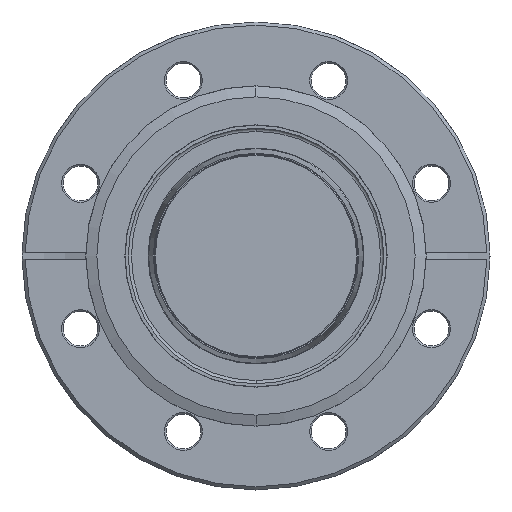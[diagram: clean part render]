
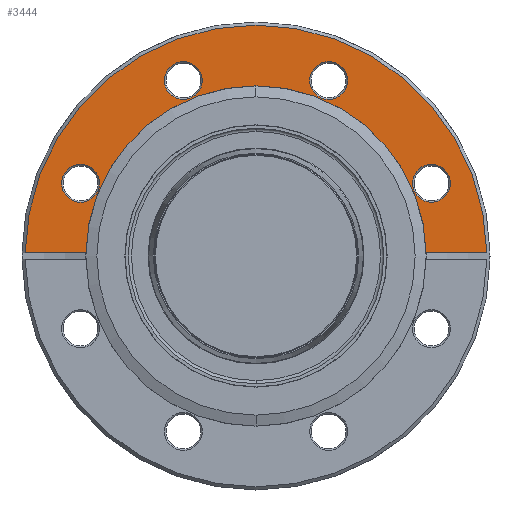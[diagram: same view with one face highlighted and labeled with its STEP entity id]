
A CAD part, left-side view. The second image highlights one B-rep face of the part: STEP entity #3444.
In plain terms, the highlighted planar face has unit normal (-1, 0, 0).
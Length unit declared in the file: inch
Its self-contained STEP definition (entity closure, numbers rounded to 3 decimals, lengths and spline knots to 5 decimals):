
#403 = EDGE_CURVE ( 'NONE', #404, #578, #2919, .T. ) ;
#404 = VERTEX_POINT ( 'NONE', #2914 ) ;
#440 = VERTEX_POINT ( 'NONE', #3174 ) ;
#442 = EDGE_CURVE ( 'NONE', #440, #452, #3102, .T. ) ;
#452 = VERTEX_POINT ( 'NONE', #3223 ) ;
#498 = VERTEX_POINT ( 'NONE', #3116 ) ;
#523 = VERTEX_POINT ( 'NONE', #3211 ) ;
#529 = VERTEX_POINT ( 'NONE', #3395 ) ;
#534 = EDGE_CURVE ( 'NONE', #498, #529, #3309, .T. ) ;
#554 = EDGE_CURVE ( 'NONE', #523, #608, #3273, .T. ) ;
#578 = VERTEX_POINT ( 'NONE', #3367 ) ;
#608 = VERTEX_POINT ( 'NONE', #3278 ) ;
#677 = AXIS2_PLACEMENT_3D ( 'NONE', #711, #761, #762 ) ;
#691 = CARTESIAN_POINT ( 'NONE',  ( 0., -1.6247, 0.031 ) ) ;
#711 = CARTESIAN_POINT ( 'NONE',  ( 0., 0.69419, 1.67592 ) ) ;
#715 = CARTESIAN_POINT ( 'NONE',  ( 0., 0., 1.625 ) ) ;
#730 = DIRECTION ( 'NONE',  ( 0., 0.707, -0.707 ) ) ;
#731 = DIRECTION ( 'NONE',  ( 1., 0., 0. ) ) ;
#732 = AXIS2_PLACEMENT_3D ( 'NONE', #778, #731, #730 ) ;
#734 = CIRCLE ( 'NONE', #777, 0.181 ) ;
#735 = DIRECTION ( 'NONE',  ( 0., 0., -1. ) ) ;
#736 = DIRECTION ( 'NONE',  ( 1., 0., 0. ) ) ;
#752 = CARTESIAN_POINT ( 'NONE',  ( 0., 1.6247, 0.031 ) ) ;
#753 = DIRECTION ( 'NONE',  ( 0., -1., 0. ) ) ;
#754 = VECTOR ( 'NONE', #753, 39.37008 ) ;
#755 = CARTESIAN_POINT ( 'NONE',  ( 0., 1.6245, 0.031 ) ) ;
#756 = LINE ( 'NONE', #755, #754 ) ;
#761 = DIRECTION ( 'NONE',  ( 1., 0., 0. ) ) ;
#762 = DIRECTION ( 'NONE',  ( 0., 1., 0. ) ) ;
#764 = CIRCLE ( 'NONE', #677, 0.181 ) ;
#765 = CARTESIAN_POINT ( 'NONE',  ( 0., 0., 0. ) ) ;
#766 = AXIS2_PLACEMENT_3D ( 'NONE', #765, #736, #735 ) ;
#767 = CIRCLE ( 'NONE', #766, 1.625 ) ;
#768 = CARTESIAN_POINT ( 'NONE',  ( 0., -0.69419, 1.67592 ) ) ;
#774 = CIRCLE ( 'NONE', #732, 0.181 ) ;
#775 = DIRECTION ( 'NONE',  ( 0., 0.707, 0.707 ) ) ;
#776 = DIRECTION ( 'NONE',  ( 1., 0., 0. ) ) ;
#777 = AXIS2_PLACEMENT_3D ( 'NONE', #768, #776, #775 ) ;
#778 = CARTESIAN_POINT ( 'NONE',  ( 0., 1.67592, 0.69419 ) ) ;
#793 = CARTESIAN_POINT ( 'NONE',  ( 0., 2.20478, 0.031 ) ) ;
#794 = DIRECTION ( 'NONE',  ( 0., 0., -1. ) ) ;
#795 = DIRECTION ( 'NONE',  ( -1., 0., 0. ) ) ;
#796 = CARTESIAN_POINT ( 'NONE',  ( 0., 0., 0. ) ) ;
#797 = AXIS2_PLACEMENT_3D ( 'NONE', #796, #795, #794 ) ;
#798 = CIRCLE ( 'NONE', #797, 2.205 ) ;
#799 = CARTESIAN_POINT ( 'NONE',  ( 0., -2.20478, 0.031 ) ) ;
#800 = DIRECTION ( 'NONE',  ( 0., 1., 0. ) ) ;
#801 = VECTOR ( 'NONE', #800, 39.37008 ) ;
#802 = CARTESIAN_POINT ( 'NONE',  ( 0., -1.6245, 0.031 ) ) ;
#803 = DIRECTION ( 'NONE',  ( 0., 0., 1. ) ) ;
#804 = DIRECTION ( 'NONE',  ( 1., 0., 0. ) ) ;
#805 = CARTESIAN_POINT ( 'NONE',  ( 0., -1.67592, 0.69419 ) ) ;
#806 = AXIS2_PLACEMENT_3D ( 'NONE', #805, #804, #803 ) ;
#807 = CIRCLE ( 'NONE', #806, 0.181 ) ;
#808 = LINE ( 'NONE', #802, #801 ) ;
#820 = CIRCLE ( 'NONE', #932, 1.625 ) ;
#863 = CARTESIAN_POINT ( 'NONE',  ( 0., 0., 0. ) ) ;
#930 = DIRECTION ( 'NONE',  ( 0., 0., -1. ) ) ;
#931 = DIRECTION ( 'NONE',  ( 1., 0., 0. ) ) ;
#932 = AXIS2_PLACEMENT_3D ( 'NONE', #863, #931, #930 ) ;
#2052 = DIRECTION ( 'NONE',  ( 0., 0., -1. ) ) ;
#2053 = DIRECTION ( 'NONE',  ( 1., 0., 0. ) ) ;
#2054 = AXIS2_PLACEMENT_3D ( 'NONE', #2088, #2053, #2052 ) ;
#2088 = CARTESIAN_POINT ( 'NONE',  ( 0., 0., 0. ) ) ;
#2089 = PLANE ( 'NONE',  #2054 ) ;
#2090 = FACE_BOUND ( 'NONE', #3472, .T. ) ;
#2091 = FACE_BOUND ( 'NONE', #3468, .T. ) ;
#2092 = FACE_OUTER_BOUND ( 'NONE', #3482, .T. ) ;
#2093 = FACE_BOUND ( 'NONE', #3448, .T. ) ;
#2118 = FACE_BOUND ( 'NONE', #3465, .T. ) ;
#2914 = CARTESIAN_POINT ( 'NONE',  ( 0., -1.67592, 0.51319 ) ) ;
#2915 = DIRECTION ( 'NONE',  ( 0., 0., 1. ) ) ;
#2916 = DIRECTION ( 'NONE',  ( 1., 0., 0. ) ) ;
#2917 = CARTESIAN_POINT ( 'NONE',  ( 0., -1.67592, 0.69419 ) ) ;
#2918 = AXIS2_PLACEMENT_3D ( 'NONE', #2917, #2916, #2915 ) ;
#2919 = CIRCLE ( 'NONE', #2918, 0.181 ) ;
#3098 = DIRECTION ( 'NONE',  ( 0., 0.707, -0.707 ) ) ;
#3099 = DIRECTION ( 'NONE',  ( 1., 0., 0. ) ) ;
#3100 = CARTESIAN_POINT ( 'NONE',  ( 0., 1.67592, 0.69419 ) ) ;
#3101 = AXIS2_PLACEMENT_3D ( 'NONE', #3100, #3099, #3098 ) ;
#3102 = CIRCLE ( 'NONE', #3101, 0.181 ) ;
#3116 = CARTESIAN_POINT ( 'NONE',  ( 0., -0.82217, 1.54793 ) ) ;
#3174 = CARTESIAN_POINT ( 'NONE',  ( 0., 1.54793, 0.82217 ) ) ;
#3211 = CARTESIAN_POINT ( 'NONE',  ( 0., 0.51319, 1.67592 ) ) ;
#3223 = CARTESIAN_POINT ( 'NONE',  ( 0., 1.8039, 0.5662 ) ) ;
#3233 = CARTESIAN_POINT ( 'NONE',  ( 0., -0.69419, 1.67592 ) ) ;
#3269 = DIRECTION ( 'NONE',  ( 0., 1., 0. ) ) ;
#3270 = DIRECTION ( 'NONE',  ( 1., 0., 0. ) ) ;
#3271 = CARTESIAN_POINT ( 'NONE',  ( 0., 0.69419, 1.67592 ) ) ;
#3272 = AXIS2_PLACEMENT_3D ( 'NONE', #3271, #3270, #3269 ) ;
#3273 = CIRCLE ( 'NONE', #3272, 0.181 ) ;
#3278 = CARTESIAN_POINT ( 'NONE',  ( 0., 0.87519, 1.67592 ) ) ;
#3306 = DIRECTION ( 'NONE',  ( 0., 0.707, 0.707 ) ) ;
#3307 = DIRECTION ( 'NONE',  ( 1., 0., 0. ) ) ;
#3308 = AXIS2_PLACEMENT_3D ( 'NONE', #3233, #3307, #3306 ) ;
#3309 = CIRCLE ( 'NONE', #3308, 0.181 ) ;
#3367 = CARTESIAN_POINT ( 'NONE',  ( 0., -1.67592, 0.87519 ) ) ;
#3395 = CARTESIAN_POINT ( 'NONE',  ( 0., -0.5662, 1.8039 ) ) ;
#3444 = ADVANCED_FACE ( 'NONE', ( #2118, #2093, #2092, #2091, #2090 ), #2089, .F. ) ;
#3445 = ORIENTED_EDGE ( 'NONE', *, *, #554, .T. ) ;
#3446 = ORIENTED_EDGE ( 'NONE', *, *, #3447, .T. ) ;
#3447 = EDGE_CURVE ( 'NONE', #608, #523, #764, .T. ) ;
#3448 = EDGE_LOOP ( 'NONE', ( #3479, #3480 ) ) ;
#3465 = EDGE_LOOP ( 'NONE', ( #3445, #3446 ) ) ;
#3466 = EDGE_CURVE ( 'NONE', #3491, #3516, #767, .T. ) ;
#3467 = ORIENTED_EDGE ( 'NONE', *, *, #3533, .T. ) ;
#3468 = EDGE_LOOP ( 'NONE', ( #3469, #3470 ) ) ;
#3469 = ORIENTED_EDGE ( 'NONE', *, *, #534, .T. ) ;
#3470 = ORIENTED_EDGE ( 'NONE', *, *, #3471, .T. ) ;
#3471 = EDGE_CURVE ( 'NONE', #529, #498, #734, .T. ) ;
#3472 = EDGE_LOOP ( 'NONE', ( #3473, #3474 ) ) ;
#3473 = ORIENTED_EDGE ( 'NONE', *, *, #442, .T. ) ;
#3474 = ORIENTED_EDGE ( 'NONE', *, *, #3475, .T. ) ;
#3475 = EDGE_CURVE ( 'NONE', #452, #440, #774, .T. ) ;
#3479 = ORIENTED_EDGE ( 'NONE', *, *, #403, .T. ) ;
#3480 = ORIENTED_EDGE ( 'NONE', *, *, #3481, .T. ) ;
#3481 = EDGE_CURVE ( 'NONE', #578, #404, #807, .T. ) ;
#3482 = EDGE_LOOP ( 'NONE', ( #3483, #3486, #3489, #3492, #3467 ) ) ;
#3483 = ORIENTED_EDGE ( 'NONE', *, *, #3484, .F. ) ;
#3484 = EDGE_CURVE ( 'NONE', #3485, #3513, #808, .T. ) ;
#3485 = VERTEX_POINT ( 'NONE', #799 ) ;
#3486 = ORIENTED_EDGE ( 'NONE', *, *, #3487, .T. ) ;
#3487 = EDGE_CURVE ( 'NONE', #3485, #3488, #798, .T. ) ;
#3488 = VERTEX_POINT ( 'NONE', #793 ) ;
#3489 = ORIENTED_EDGE ( 'NONE', *, *, #3490, .T. ) ;
#3490 = EDGE_CURVE ( 'NONE', #3488, #3491, #756, .T. ) ;
#3491 = VERTEX_POINT ( 'NONE', #752 ) ;
#3492 = ORIENTED_EDGE ( 'NONE', *, *, #3466, .T. ) ;
#3513 = VERTEX_POINT ( 'NONE', #691 ) ;
#3516 = VERTEX_POINT ( 'NONE', #715 ) ;
#3533 = EDGE_CURVE ( 'NONE', #3516, #3513, #820, .T. ) ;
